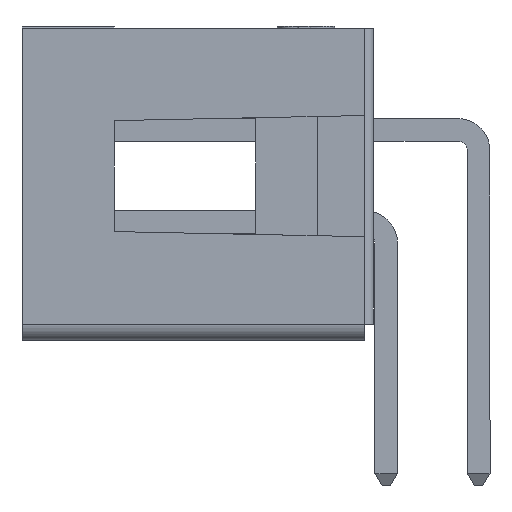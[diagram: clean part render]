
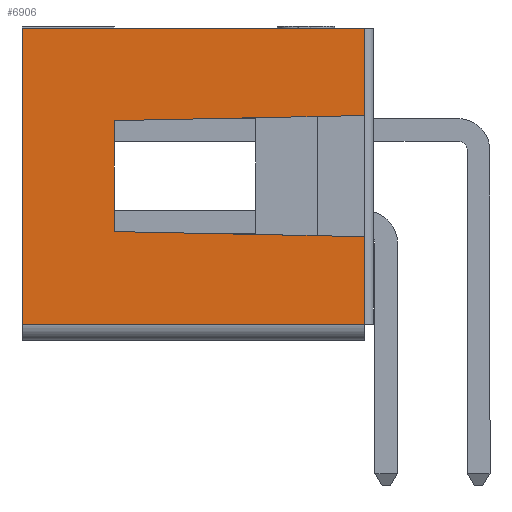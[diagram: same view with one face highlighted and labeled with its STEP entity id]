
A CAD part, left-side view. The second image highlights one B-rep face of the part: STEP entity #6906.
In plain terms, the highlighted planar face has unit normal (-1, 0, 0).
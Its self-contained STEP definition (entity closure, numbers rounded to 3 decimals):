
#4999=CARTESIAN_POINT('',(-10.004,8.74,2.997));
#5000=VERTEX_POINT('',#4999);
#5008=CARTESIAN_POINT('',(-10.004,1.882,2.857));
#5009=VERTEX_POINT('',#5008);
#5010=CARTESIAN_POINT('',(-10.004,1.882,2.857));
#5011=CARTESIAN_POINT('',(-10.004,4.168,2.904));
#5012=CARTESIAN_POINT('',(-10.004,6.454,2.951));
#5013=CARTESIAN_POINT('',(-10.004,8.74,2.997));
#5014=QUASI_UNIFORM_CURVE('',3,(#5010,#5011,#5012,#5013),.UNSPECIFIED.,.F.,.U.);
#5015=EDGE_CURVE('',#5009,#5000,#5014,.T.);
#5033=CARTESIAN_POINT('',(-10.004,8.74,6.045));
#5034=VERTEX_POINT('',#5033);
#5044=CARTESIAN_POINT('',(-10.004,8.74,2.997));
#5045=CARTESIAN_POINT('',(-10.004,8.74,4.013));
#5046=CARTESIAN_POINT('',(-10.004,8.74,5.029));
#5047=CARTESIAN_POINT('',(-10.004,8.74,6.045));
#5048=QUASI_UNIFORM_CURVE('',3,(#5044,#5045,#5046,#5047),.UNSPECIFIED.,.F.,.U.);
#5049=EDGE_CURVE('',#5000,#5034,#5048,.T.);
#5068=CARTESIAN_POINT('',(-10.004,1.882,6.185));
#5069=VERTEX_POINT('',#5068);
#5077=CARTESIAN_POINT('',(-10.004,8.74,6.045));
#5078=CARTESIAN_POINT('',(-10.004,6.454,6.092));
#5079=CARTESIAN_POINT('',(-10.004,4.168,6.138));
#5080=CARTESIAN_POINT('',(-10.004,1.882,6.185));
#5081=QUASI_UNIFORM_CURVE('',3,(#5077,#5078,#5079,#5080),.UNSPECIFIED.,.F.,.U.);
#5082=EDGE_CURVE('',#5034,#5069,#5081,.T.);
#5797=CARTESIAN_POINT('',(-10.004,1.882,0.457));
#5798=VERTEX_POINT('',#5797);
#5806=CARTESIAN_POINT('',(-10.004,11.28,0.457));
#5807=VERTEX_POINT('',#5806);
#5808=CARTESIAN_POINT('',(-10.004,11.28,0.457));
#5809=CARTESIAN_POINT('',(-10.004,8.147,0.457));
#5810=CARTESIAN_POINT('',(-10.004,5.014,0.457));
#5811=CARTESIAN_POINT('',(-10.004,1.882,0.457));
#5812=QUASI_UNIFORM_CURVE('',3,(#5808,#5809,#5810,#5811),.UNSPECIFIED.,.F.,.U.);
#5813=EDGE_CURVE('',#5807,#5798,#5812,.T.);
#6846=CARTESIAN_POINT('',(-10.004,1.882,8.585));
#6847=VERTEX_POINT('',#6846);
#6855=CARTESIAN_POINT('',(-10.004,1.882,6.185));
#6856=CARTESIAN_POINT('',(-10.004,1.882,6.985));
#6857=CARTESIAN_POINT('',(-10.004,1.882,7.785));
#6858=CARTESIAN_POINT('',(-10.004,1.882,8.585));
#6859=QUASI_UNIFORM_CURVE('',3,(#6855,#6856,#6857,#6858),.UNSPECIFIED.,.F.,.U.);
#6860=EDGE_CURVE('',#5069,#6847,#6859,.T.);
#6865=CARTESIAN_POINT('',(-10.004,1.882,0.457));
#6866=CARTESIAN_POINT('',(-10.004,1.882,1.257));
#6867=CARTESIAN_POINT('',(-10.004,1.882,2.057));
#6868=CARTESIAN_POINT('',(-10.004,1.882,2.857));
#6869=QUASI_UNIFORM_CURVE('',3,(#6865,#6866,#6867,#6868),.UNSPECIFIED.,.F.,.U.);
#6870=EDGE_CURVE('',#5798,#5009,#6869,.T.);
#6877=CARTESIAN_POINT('',(-10.004,11.75,0.051));
#6878=DIRECTION('',(-1.0,0.0,0.0));
#6879=DIRECTION('',(0.0,0.0,1.0));
#6880=AXIS2_PLACEMENT_3D('',#6877,#6878,#6879);
#6881=PLANE('',#6880);
#6882=ORIENTED_EDGE('',*,*,#5082,.T.);
#6883=ORIENTED_EDGE('',*,*,#6860,.T.);
#6884=CARTESIAN_POINT('',(-10.004,11.28,8.585));
#6885=VERTEX_POINT('',#6884);
#6886=CARTESIAN_POINT('',(-10.004,1.882,8.585));
#6887=CARTESIAN_POINT('',(-10.004,5.014,8.585));
#6888=CARTESIAN_POINT('',(-10.004,8.147,8.585));
#6889=CARTESIAN_POINT('',(-10.004,11.28,8.585));
#6890=QUASI_UNIFORM_CURVE('',3,(#6886,#6887,#6888,#6889),.UNSPECIFIED.,.F.,.U.);
#6891=EDGE_CURVE('',#6847,#6885,#6890,.T.);
#6892=ORIENTED_EDGE('',*,*,#6891,.T.);
#6893=CARTESIAN_POINT('',(-10.004,11.28,0.457));
#6894=CARTESIAN_POINT('',(-10.004,11.28,3.167));
#6895=CARTESIAN_POINT('',(-10.004,11.28,5.876));
#6896=CARTESIAN_POINT('',(-10.004,11.28,8.585));
#6897=QUASI_UNIFORM_CURVE('',3,(#6893,#6894,#6895,#6896),.UNSPECIFIED.,.F.,.U.);
#6898=EDGE_CURVE('',#5807,#6885,#6897,.T.);
#6899=ORIENTED_EDGE('',*,*,#6898,.F.);
#6900=ORIENTED_EDGE('',*,*,#5813,.T.);
#6901=ORIENTED_EDGE('',*,*,#6870,.T.);
#6902=ORIENTED_EDGE('',*,*,#5015,.T.);
#6903=ORIENTED_EDGE('',*,*,#5049,.T.);
#6904=EDGE_LOOP('',(#6882,#6883,#6892,#6899,#6900,#6901,#6902,#6903));
#6905=FACE_OUTER_BOUND('',#6904,.T.);
#6906=ADVANCED_FACE('',(#6905),#6881,.T.);
